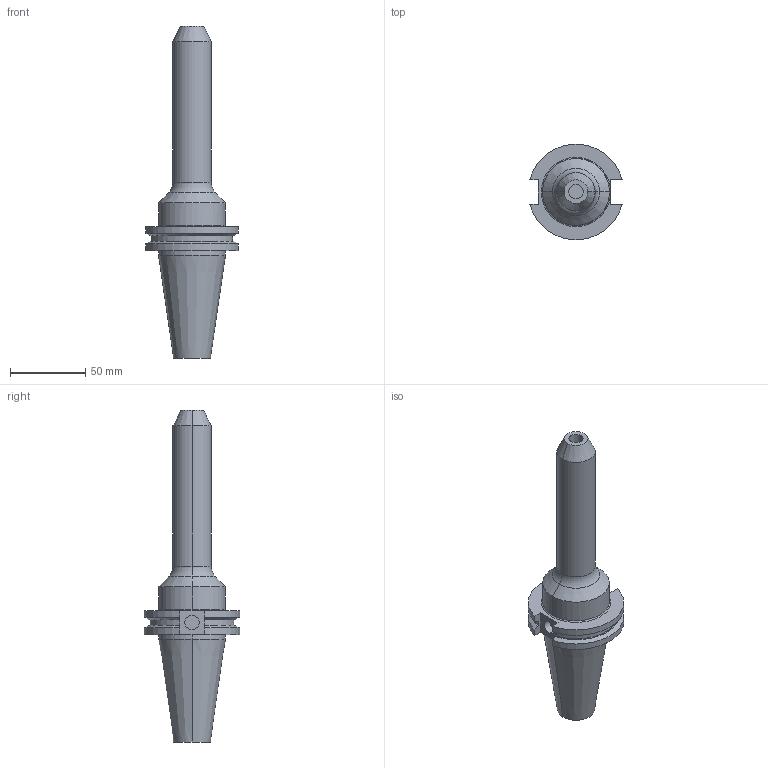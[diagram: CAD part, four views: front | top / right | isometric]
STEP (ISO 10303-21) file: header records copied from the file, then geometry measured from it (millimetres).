
FILE_DESCRIPTION (( 'STEP AP203' ), '1' );
FILE_NAME ('STP-SATE-22915-6.STEP', '2018-08-20T08:56:45', ( '' ), ( '' ), 'SwSTEP 2.0', 'SolidWorks 2015', '' );
FILE_SCHEMA (( 'CONFIG_CONTROL_DESIGN' ));
Length unit declared in the file: millimetre
Products named in the file (1): STP-SATE-22915-6
Bounding box: 61.35 x 63.26 x 220.65 mm (x, y, z)
Volume: 190400.8 mm3; surface area: 30843.8 mm2
Topology: 1 solids, 1 shells, 57 faces, 135 edges, 84 vertices
Faces by surface type: cylinder 22, plane 18, cone 12, torus 4, bspline 1
Entity records: 1764 total; most frequent: CARTESIAN_POINT 350, DIRECTION 298, ORIENTED_EDGE 266, EDGE_CURVE 133, AXIS2_PLACEMENT_3D 118, VERTEX_POINT 84, EDGE_LOOP 63, VECTOR 62
